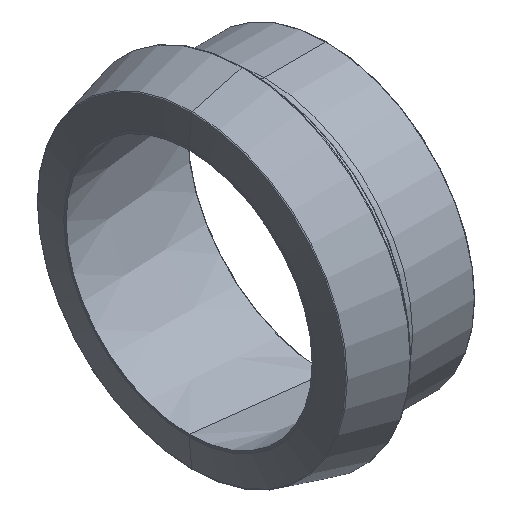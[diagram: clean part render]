
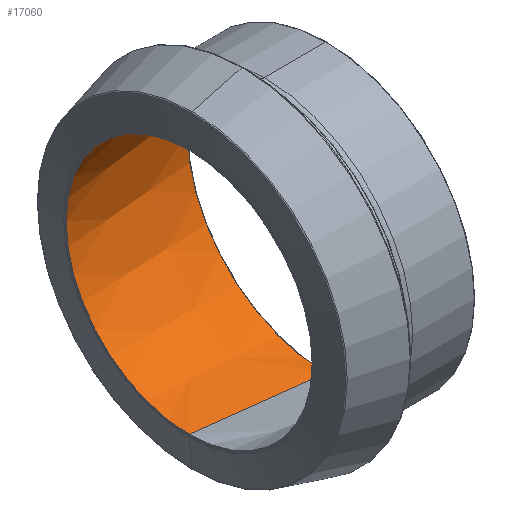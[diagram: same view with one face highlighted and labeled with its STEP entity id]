
A CAD part, isometric view. The second image highlights one B-rep face of the part: STEP entity #17060.
In plain terms, the highlighted conical face has half-angle 6.419 degrees and reference radius 25 mm.
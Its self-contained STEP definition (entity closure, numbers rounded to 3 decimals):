
#577 = CARTESIAN_POINT ( 'NONE',  ( 27.822, 0., 28.13 ) ) ;
#623 = AXIS2_PLACEMENT_3D ( 'NONE', #4832, #14661, #9078 ) ;
#807 = ORIENTED_EDGE ( 'NONE', *, *, #5824, .T. ) ;
#1759 = CARTESIAN_POINT ( 'NONE',  ( 27.822, 0., -28.13 ) ) ;
#1782 = DIRECTION ( 'NONE',  ( 0., 0., 1. ) ) ;
#2020 = FACE_OUTER_BOUND ( 'NONE', #2600, .T. ) ;
#2337 = VERTEX_POINT ( 'NONE', #7781 ) ;
#2600 = EDGE_LOOP ( 'NONE', ( #8528, #12159, #10628, #807 ) ) ;
#2606 = CIRCLE ( 'NONE', #623, 28.13 ) ;
#4220 = DIRECTION ( 'NONE',  ( 0.994, 0., -0.112 ) ) ;
#4832 = CARTESIAN_POINT ( 'NONE',  ( 27.822, 0., 0. ) ) ;
#5824 = EDGE_CURVE ( 'NONE', #13298, #16610, #2606, .T. ) ;
#6045 = CIRCLE ( 'NONE', #10952, 25. ) ;
#6790 = CARTESIAN_POINT ( 'NONE',  ( 0., 0., -25. ) ) ;
#6947 = CARTESIAN_POINT ( 'NONE',  ( 0., 0., 0. ) ) ;
#7781 = CARTESIAN_POINT ( 'NONE',  ( 0., 0., 25. ) ) ;
#8095 = EDGE_CURVE ( 'NONE', #2337, #11419, #6045, .T. ) ;
#8172 = VECTOR ( 'NONE', #14931, 1000. ) ;
#8415 = EDGE_CURVE ( 'NONE', #11419, #13298, #12854, .T. ) ;
#8528 = ORIENTED_EDGE ( 'NONE', *, *, #16740, .F. ) ;
#8908 = CARTESIAN_POINT ( 'NONE',  ( 0., 0., 0. ) ) ;
#8966 = DIRECTION ( 'NONE',  ( -1., 0., 0. ) ) ;
#9078 = DIRECTION ( 'NONE',  ( 0., 0., 1. ) ) ;
#10628 = ORIENTED_EDGE ( 'NONE', *, *, #8415, .T. ) ;
#10801 = CONICAL_SURFACE ( 'NONE', #17156, 25., 0.112 ) ;
#10952 = AXIS2_PLACEMENT_3D ( 'NONE', #8908, #8966, #1782 ) ;
#11014 = LINE ( 'NONE', #14876, #8172 ) ;
#11419 = VERTEX_POINT ( 'NONE', #12195 ) ;
#11521 = VECTOR ( 'NONE', #4220, 1000. ) ;
#12159 = ORIENTED_EDGE ( 'NONE', *, *, #8095, .T. ) ;
#12195 = CARTESIAN_POINT ( 'NONE',  ( 0., 0., -25. ) ) ;
#12540 = DIRECTION ( 'NONE',  ( 0., 0., -1. ) ) ;
#12854 = LINE ( 'NONE', #6790, #11521 ) ;
#13298 = VERTEX_POINT ( 'NONE', #1759 ) ;
#14661 = DIRECTION ( 'NONE',  ( 1., 0., 0. ) ) ;
#14876 = CARTESIAN_POINT ( 'NONE',  ( 0., 0., 25. ) ) ;
#14931 = DIRECTION ( 'NONE',  ( 0.994, 0., 0.112 ) ) ;
#15592 = DIRECTION ( 'NONE',  ( 1., 0., 0. ) ) ;
#16610 = VERTEX_POINT ( 'NONE', #577 ) ;
#16740 = EDGE_CURVE ( 'NONE', #2337, #16610, #11014, .T. ) ;
#17060 = ADVANCED_FACE ( 'NONE', ( #2020 ), #10801, .F. ) ;
#17156 = AXIS2_PLACEMENT_3D ( 'NONE', #6947, #15592, #12540 ) ;
